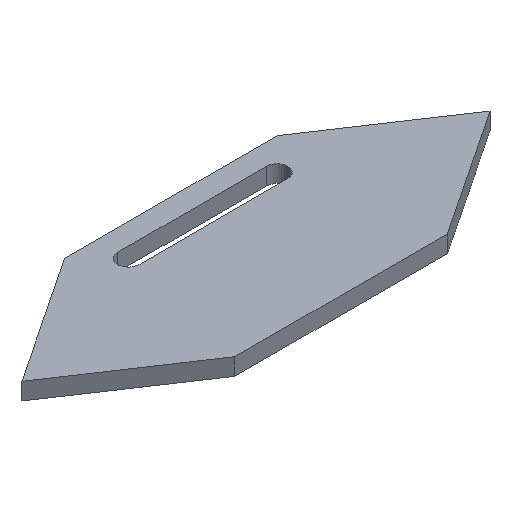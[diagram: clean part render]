
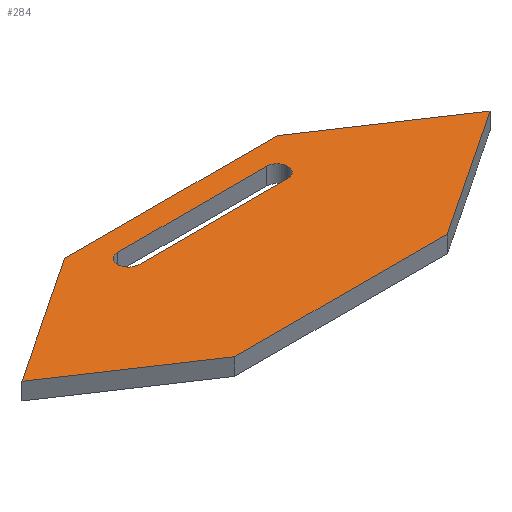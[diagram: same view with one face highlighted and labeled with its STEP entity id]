
A CAD part, isometric view. The second image highlights one B-rep face of the part: STEP entity #284.
In plain terms, the highlighted planar face has unit normal (0, 0, 1).
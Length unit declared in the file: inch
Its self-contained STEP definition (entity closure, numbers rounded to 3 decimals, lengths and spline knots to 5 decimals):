
#1 = CARTESIAN_POINT ( 'NONE',  ( -2.5, -2., 0.2 ) ) ;
#3 = CIRCLE ( 'NONE', #347, 0.25 ) ;
#7 = AXIS2_PLACEMENT_3D ( 'NONE', #263, #239, #370 ) ;
#12 = VERTEX_POINT ( 'NONE', #168 ) ;
#16 = CARTESIAN_POINT ( 'NONE',  ( -1.75, 1., 0.2 ) ) ;
#18 = LINE ( 'NONE', #50, #131 ) ;
#19 = DIRECTION ( 'NONE',  ( 0.832, 0.555, 0. ) ) ;
#29 = VECTOR ( 'NONE', #268, 39.37008 ) ;
#31 = LINE ( 'NONE', #414, #328 ) ;
#32 = EDGE_CURVE ( 'NONE', #12, #114, #380, .T. ) ;
#33 = LINE ( 'NONE', #99, #177 ) ;
#38 = EDGE_CURVE ( 'NONE', #445, #309, #337, .T. ) ;
#40 = DIRECTION ( 'NONE',  ( 0., 0., 1. ) ) ;
#45 = DIRECTION ( 'NONE',  ( -1., 0., 0. ) ) ;
#50 = CARTESIAN_POINT ( 'NONE',  ( 5.5, 0., 0.2 ) ) ;
#59 = DIRECTION ( 'NONE',  ( -1., 0., 0. ) ) ;
#73 = CARTESIAN_POINT ( 'NONE',  ( -1.75, 1.25, 0.2 ) ) ;
#83 = FACE_OUTER_BOUND ( 'NONE', #174, .T. ) ;
#85 = EDGE_CURVE ( 'NONE', #107, #282, #349, .T. ) ;
#89 = LINE ( 'NONE', #366, #29 ) ;
#93 = VECTOR ( 'NONE', #140, 39.37008 ) ;
#95 = LINE ( 'NONE', #450, #428 ) ;
#99 = CARTESIAN_POINT ( 'NONE',  ( -1.75, 1., 0.2 ) ) ;
#101 = DIRECTION ( 'NONE',  ( 0., 0., 1. ) ) ;
#107 = VERTEX_POINT ( 'NONE', #179 ) ;
#110 = ORIENTED_EDGE ( 'NONE', *, *, #228, .T. ) ;
#114 = VERTEX_POINT ( 'NONE', #326 ) ;
#118 = CARTESIAN_POINT ( 'NONE',  ( -2.5, 2., 0.2 ) ) ;
#119 = DIRECTION ( 'NONE',  ( -1., 0., 0. ) ) ;
#129 = CARTESIAN_POINT ( 'NONE',  ( 5.5, 0., 0.2 ) ) ;
#131 = VECTOR ( 'NONE', #19, 39.37008 ) ;
#134 = DIRECTION ( 'NONE',  ( -0.832, -0.555, 0. ) ) ;
#140 = DIRECTION ( 'NONE',  ( -1., 0., 0. ) ) ;
#146 = ORIENTED_EDGE ( 'NONE', *, *, #288, .F. ) ;
#150 = VERTEX_POINT ( 'NONE', #364 ) ;
#159 = ORIENTED_EDGE ( 'NONE', *, *, #234, .T. ) ;
#168 = CARTESIAN_POINT ( 'NONE',  ( 2.5, 2., 0.2 ) ) ;
#174 = EDGE_LOOP ( 'NONE', ( #336, #434, #300, #110, #440, #159 ) ) ;
#175 = DIRECTION ( 'NONE',  ( -0.832, 0.555, 0. ) ) ;
#177 = VECTOR ( 'NONE', #307, 39.37008 ) ;
#179 = CARTESIAN_POINT ( 'NONE',  ( -2., 1.25, 0.2 ) ) ;
#186 = AXIS2_PLACEMENT_3D ( 'NONE', #73, #40, #45 ) ;
#196 = CARTESIAN_POINT ( 'NONE',  ( -1.75, 1.5, 0.2 ) ) ;
#219 = ORIENTED_EDGE ( 'NONE', *, *, #85, .F. ) ;
#228 = EDGE_CURVE ( 'NONE', #431, #445, #89, .T. ) ;
#234 = EDGE_CURVE ( 'NONE', #309, #339, #18, .T. ) ;
#238 = ORIENTED_EDGE ( 'NONE', *, *, #362, .F. ) ;
#239 = DIRECTION ( 'NONE',  ( 0., 0., -1. ) ) ;
#242 = CARTESIAN_POINT ( 'NONE',  ( 1.75, 1.25, 0.2 ) ) ;
#245 = DIRECTION ( 'NONE',  ( 1., 0., 0. ) ) ;
#251 = VECTOR ( 'NONE', #283, 39.37008 ) ;
#257 = VERTEX_POINT ( 'NONE', #264 ) ;
#263 = CARTESIAN_POINT ( 'NONE',  ( 0., 0., 0.2 ) ) ;
#264 = CARTESIAN_POINT ( 'NONE',  ( 1.75, 1., 0.2 ) ) ;
#265 = LINE ( 'NONE', #196, #332 ) ;
#268 = DIRECTION ( 'NONE',  ( 0.832, -0.555, 0. ) ) ;
#272 = CARTESIAN_POINT ( 'NONE',  ( -1.75, 1.5, 0.2 ) ) ;
#274 = ORIENTED_EDGE ( 'NONE', *, *, #325, .F. ) ;
#282 = VERTEX_POINT ( 'NONE', #16 ) ;
#283 = DIRECTION ( 'NONE',  ( 1., 0., 0. ) ) ;
#284 = ADVANCED_FACE ( 'NONE', ( #83, #294 ), #373, .F. ) ;
#287 = CARTESIAN_POINT ( 'NONE',  ( 2.5, -2., 0.2 ) ) ;
#288 = EDGE_CURVE ( 'NONE', #150, #342, #265, .T. ) ;
#294 = FACE_BOUND ( 'NONE', #367, .T. ) ;
#300 = ORIENTED_EDGE ( 'NONE', *, *, #359, .T. ) ;
#307 = DIRECTION ( 'NONE',  ( 1., 0., 0. ) ) ;
#309 = VERTEX_POINT ( 'NONE', #334 ) ;
#311 = CIRCLE ( 'NONE', #405, 0.25 ) ;
#325 = EDGE_CURVE ( 'NONE', #342, #107, #311, .T. ) ;
#326 = CARTESIAN_POINT ( 'NONE',  ( -2.5, 2., 0.2 ) ) ;
#328 = VECTOR ( 'NONE', #175, 39.37008 ) ;
#331 = EDGE_CURVE ( 'NONE', #282, #257, #33, .T. ) ;
#332 = VECTOR ( 'NONE', #119, 39.37008 ) ;
#334 = CARTESIAN_POINT ( 'NONE',  ( 2.5, -2., 0.2 ) ) ;
#336 = ORIENTED_EDGE ( 'NONE', *, *, #439, .T. ) ;
#337 = LINE ( 'NONE', #287, #251 ) ;
#339 = VERTEX_POINT ( 'NONE', #129 ) ;
#342 = VERTEX_POINT ( 'NONE', #272 ) ;
#347 = AXIS2_PLACEMENT_3D ( 'NONE', #242, #101, #245 ) ;
#349 = CIRCLE ( 'NONE', #186, 0.25 ) ;
#350 = CARTESIAN_POINT ( 'NONE',  ( -5.5, 0., 0.2 ) ) ;
#354 = CARTESIAN_POINT ( 'NONE',  ( -1.75, 1.25, 0.2 ) ) ;
#359 = EDGE_CURVE ( 'NONE', #114, #431, #95, .T. ) ;
#362 = EDGE_CURVE ( 'NONE', #257, #150, #3, .T. ) ;
#364 = CARTESIAN_POINT ( 'NONE',  ( 1.75, 1.5, 0.2 ) ) ;
#366 = CARTESIAN_POINT ( 'NONE',  ( -5.5, 0., 0.2 ) ) ;
#367 = EDGE_LOOP ( 'NONE', ( #238, #422, #219, #274, #146 ) ) ;
#370 = DIRECTION ( 'NONE',  ( -1., 0., 0. ) ) ;
#373 = PLANE ( 'NONE',  #7 ) ;
#377 = DIRECTION ( 'NONE',  ( 0., 0., 1. ) ) ;
#380 = LINE ( 'NONE', #118, #93 ) ;
#405 = AXIS2_PLACEMENT_3D ( 'NONE', #354, #377, #59 ) ;
#414 = CARTESIAN_POINT ( 'NONE',  ( 2.5, 2., 0.2 ) ) ;
#422 = ORIENTED_EDGE ( 'NONE', *, *, #331, .F. ) ;
#428 = VECTOR ( 'NONE', #134, 39.37008 ) ;
#431 = VERTEX_POINT ( 'NONE', #350 ) ;
#434 = ORIENTED_EDGE ( 'NONE', *, *, #32, .T. ) ;
#439 = EDGE_CURVE ( 'NONE', #339, #12, #31, .T. ) ;
#440 = ORIENTED_EDGE ( 'NONE', *, *, #38, .T. ) ;
#445 = VERTEX_POINT ( 'NONE', #1 ) ;
#450 = CARTESIAN_POINT ( 'NONE',  ( -2.5, 2., 0.2 ) ) ;
